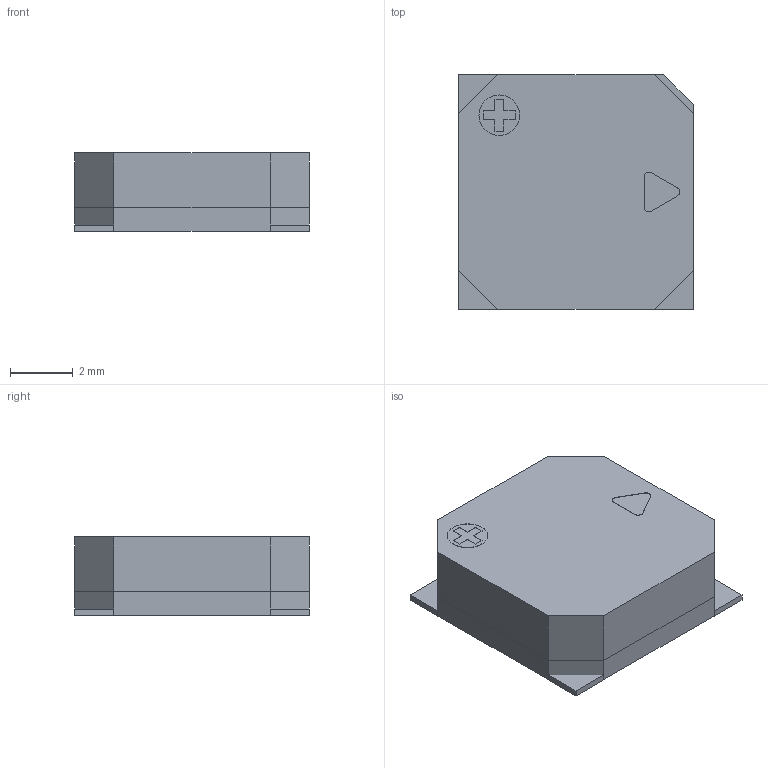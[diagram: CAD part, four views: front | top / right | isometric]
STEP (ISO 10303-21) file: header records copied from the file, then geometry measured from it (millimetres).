
FILE_DESCRIPTION(/* description */ (''),/* implementation_level */ '2;1');
FILE_NAME(/* name */ 'BUZ-SMD_4P-L7.5-W7.5-P7.59-TL.step',/* time_stamp */ '2023-09-15T23:35:08+02:00',/* author */ (''),/* organization */ (''),/* preprocessor_version */ 'ST-DEVELOPER v20',/* originating_system */ 'Autodesk Translation Framework v12.9.0.99',/* authorisation */ '');
FILE_SCHEMA (('AUTOMOTIVE_DESIGN { 1 0 10303 214 3 1 1 }'));
Length unit declared in the file: millimetre
Products named in the file (2): BUZ-SMD_4P-L7.5-W7.5-P7.59-TL; COMPOUND (2)
Assembly tree (1 placements, depth 2):
  BUZ-SMD_4P-L7.5-W7.5-P7.59-TL
    COMPOUND (2)
Bounding box: 7.5 x 7.5 x 2.52 mm (x, y, z)
Volume: 134 mm3; surface area: 189.3 mm2
Topology: 5 solids, 5 shells, 69 faces, 160 edges, 104 vertices
Faces by surface type: plane 61, cylinder 8
Full cylindrical faces by diameter (mm): 1.3 x1
Entity records: 2072 total; most frequent: CARTESIAN_POINT 336, ORIENTED_EDGE 320, DIRECTION 320, EDGE_CURVE 160, LINE 144, VECTOR 144, VERTEX_POINT 104, AXIS2_PLACEMENT_3D 88
